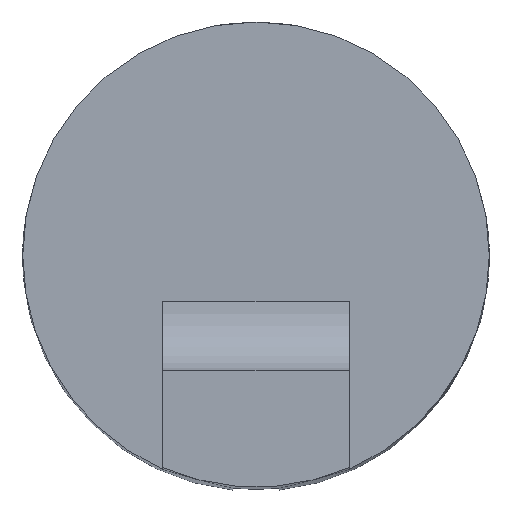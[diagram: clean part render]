
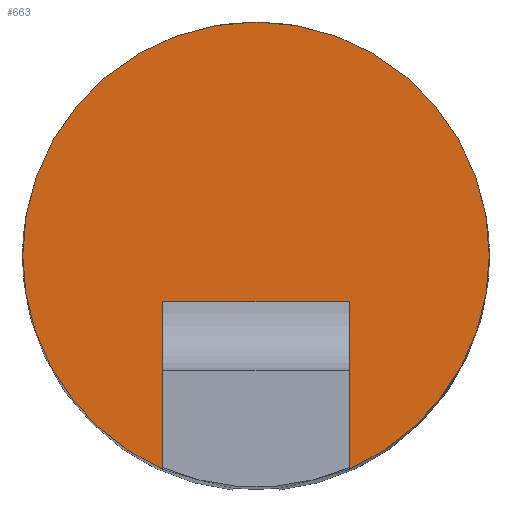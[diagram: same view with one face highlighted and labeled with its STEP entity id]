
A CAD part, top view. The second image highlights one B-rep face of the part: STEP entity #663.
In plain terms, the highlighted planar face has unit normal (0, 0, 1).
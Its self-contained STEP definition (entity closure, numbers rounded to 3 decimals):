
#12 = ORIENTED_EDGE ( 'NONE', *, *, #337, .T. ) ;
#13 = CARTESIAN_POINT ( 'NONE',  ( -0.2, -0.458, 3.1 ) ) ;
#21 = VECTOR ( 'NONE', #350, 1000. ) ;
#73 = CARTESIAN_POINT ( 'NONE',  ( -0.2, -0.458, 3.1 ) ) ;
#79 = LINE ( 'NONE', #501, #1033 ) ;
#87 = AXIS2_PLACEMENT_3D ( 'NONE', #721, #274, #555 ) ;
#92 = EDGE_CURVE ( 'NONE', #670, #248, #621, .T. ) ;
#135 = AXIS2_PLACEMENT_3D ( 'NONE', #701, #789, #258 ) ;
#144 = DIRECTION ( 'NONE',  ( 1., 0., 0. ) ) ;
#245 = VERTEX_POINT ( 'NONE', #819 ) ;
#248 = VERTEX_POINT ( 'NONE', #288 ) ;
#258 = DIRECTION ( 'NONE',  ( -1., 0., 0. ) ) ;
#272 = CARTESIAN_POINT ( 'NONE',  ( 0., 0., 3.1 ) ) ;
#274 = DIRECTION ( 'NONE',  ( 0., 0., -1. ) ) ;
#276 = DIRECTION ( 'NONE',  ( -1., 0., 0. ) ) ;
#288 = CARTESIAN_POINT ( 'NONE',  ( 0.5, 0., 3.1 ) ) ;
#312 = FACE_OUTER_BOUND ( 'NONE', #436, .T. ) ;
#337 = EDGE_CURVE ( 'NONE', #687, #661, #79, .T. ) ;
#344 = ORIENTED_EDGE ( 'NONE', *, *, #986, .F. ) ;
#350 = DIRECTION ( 'NONE',  ( 0., 1., 0. ) ) ;
#353 = DIRECTION ( 'NONE',  ( 0., 0., -1. ) ) ;
#375 = PLANE ( 'NONE',  #736 ) ;
#378 = CARTESIAN_POINT ( 'NONE',  ( 0., 0., 3.1 ) ) ;
#405 = ORIENTED_EDGE ( 'NONE', *, *, #537, .F. ) ;
#436 = EDGE_LOOP ( 'NONE', ( #344, #12, #757, #811, #868, #405 ) ) ;
#501 = CARTESIAN_POINT ( 'NONE',  ( 0.2, -0.1, 3.1 ) ) ;
#537 = EDGE_CURVE ( 'NONE', #894, #670, #1106, .T. ) ;
#555 = DIRECTION ( 'NONE',  ( -1., 0., 0. ) ) ;
#558 = CARTESIAN_POINT ( 'NONE',  ( -0.2, -0.1, 3.1 ) ) ;
#621 = CIRCLE ( 'NONE', #87, 0.5 ) ;
#656 = CIRCLE ( 'NONE', #887, 0.5 ) ;
#661 = VERTEX_POINT ( 'NONE', #900 ) ;
#663 = ADVANCED_FACE ( 'NONE', ( #312 ), #375, .F. ) ;
#670 = VERTEX_POINT ( 'NONE', #1066 ) ;
#679 = LINE ( 'NONE', #1044, #21 ) ;
#687 = VERTEX_POINT ( 'NONE', #558 ) ;
#701 = CARTESIAN_POINT ( 'NONE',  ( 0., 0., 3.1 ) ) ;
#721 = CARTESIAN_POINT ( 'NONE',  ( 0., 0., 3.1 ) ) ;
#736 = AXIS2_PLACEMENT_3D ( 'NONE', #378, #806, #974 ) ;
#757 = ORIENTED_EDGE ( 'NONE', *, *, #975, .F. ) ;
#789 = DIRECTION ( 'NONE',  ( 0., 0., -1. ) ) ;
#793 = VECTOR ( 'NONE', #1028, 1000. ) ;
#806 = DIRECTION ( 'NONE',  ( 0., 0., -1. ) ) ;
#811 = ORIENTED_EDGE ( 'NONE', *, *, #1043, .F. ) ;
#819 = CARTESIAN_POINT ( 'NONE',  ( 0.2, -0.458, 3.1 ) ) ;
#868 = ORIENTED_EDGE ( 'NONE', *, *, #92, .F. ) ;
#887 = AXIS2_PLACEMENT_3D ( 'NONE', #272, #353, #276 ) ;
#894 = VERTEX_POINT ( 'NONE', #73 ) ;
#900 = CARTESIAN_POINT ( 'NONE',  ( 0.2, -0.1, 3.1 ) ) ;
#951 = LINE ( 'NONE', #13, #793 ) ;
#974 = DIRECTION ( 'NONE',  ( -1., 0., 0. ) ) ;
#975 = EDGE_CURVE ( 'NONE', #245, #661, #679, .T. ) ;
#986 = EDGE_CURVE ( 'NONE', #687, #894, #951, .T. ) ;
#1028 = DIRECTION ( 'NONE',  ( 0., -1., 0. ) ) ;
#1033 = VECTOR ( 'NONE', #144, 1000. ) ;
#1043 = EDGE_CURVE ( 'NONE', #248, #245, #656, .T. ) ;
#1044 = CARTESIAN_POINT ( 'NONE',  ( 0.2, -0.25, 3.1 ) ) ;
#1066 = CARTESIAN_POINT ( 'NONE',  ( -0.5, 0., 3.1 ) ) ;
#1106 = CIRCLE ( 'NONE', #135, 0.5 ) ;
